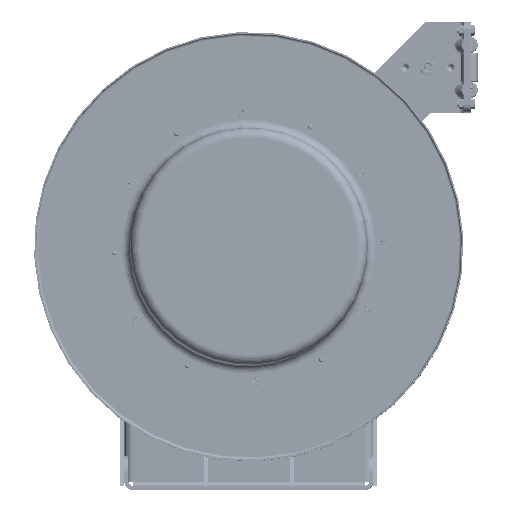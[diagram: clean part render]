
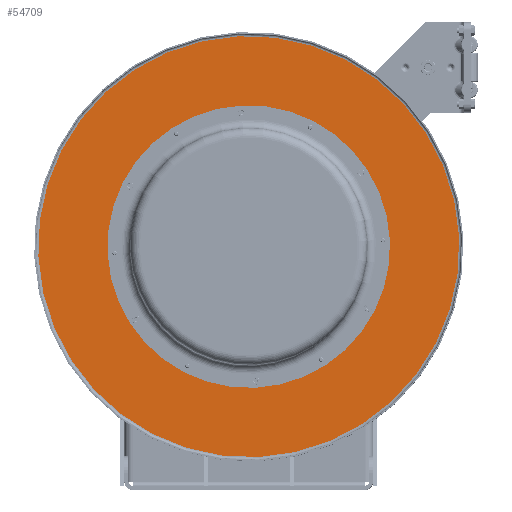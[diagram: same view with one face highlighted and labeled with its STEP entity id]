
A CAD part, top view. The second image highlights one B-rep face of the part: STEP entity #54709.
In plain terms, the highlighted planar face has unit normal (0, 0, 1).
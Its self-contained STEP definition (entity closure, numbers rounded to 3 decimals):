
#3552=PLANE('',#59924);
#9729=FACE_BOUND('',#16350,.T.);
#9730=FACE_BOUND('',#16351,.T.);
#9731=FACE_BOUND('',#16352,.T.);
#9732=FACE_BOUND('',#16353,.T.);
#9733=FACE_BOUND('',#16354,.T.);
#9734=FACE_BOUND('',#16355,.T.);
#9735=FACE_BOUND('',#16356,.T.);
#12280=FACE_OUTER_BOUND('',#16349,.T.);
#16349=EDGE_LOOP('',(#41435));
#16350=EDGE_LOOP('',(#41436));
#16351=EDGE_LOOP('',(#41437));
#16352=EDGE_LOOP('',(#41438));
#16353=EDGE_LOOP('',(#41439));
#16354=EDGE_LOOP('',(#41440));
#16355=EDGE_LOOP('',(#41441));
#16356=EDGE_LOOP('',(#41442));
#20501=CIRCLE('',#59893,0.099);
#20503=CIRCLE('',#59896,0.099);
#20505=CIRCLE('',#59899,0.099);
#20507=CIRCLE('',#59902,0.099);
#20509=CIRCLE('',#59905,0.099);
#20511=CIRCLE('',#59908,0.099);
#20512=CIRCLE('',#59910,5.625);
#20515=CIRCLE('',#59914,9.315);
#24467=VERTEX_POINT('',#95811);
#24469=VERTEX_POINT('',#95816);
#24471=VERTEX_POINT('',#95821);
#24473=VERTEX_POINT('',#95826);
#24475=VERTEX_POINT('',#95831);
#24477=VERTEX_POINT('',#95836);
#24478=VERTEX_POINT('',#95839);
#24481=VERTEX_POINT('',#95846);
#30574=EDGE_CURVE('',#24467,#24467,#20501,.T.);
#30576=EDGE_CURVE('',#24469,#24469,#20503,.T.);
#30578=EDGE_CURVE('',#24471,#24471,#20505,.T.);
#30580=EDGE_CURVE('',#24473,#24473,#20507,.T.);
#30582=EDGE_CURVE('',#24475,#24475,#20509,.T.);
#30584=EDGE_CURVE('',#24477,#24477,#20511,.T.);
#30585=EDGE_CURVE('',#24478,#24478,#20512,.T.);
#30588=EDGE_CURVE('',#24481,#24481,#20515,.T.);
#41435=ORIENTED_EDGE('',*,*,#30588,.F.);
#41436=ORIENTED_EDGE('',*,*,#30574,.T.);
#41437=ORIENTED_EDGE('',*,*,#30576,.T.);
#41438=ORIENTED_EDGE('',*,*,#30578,.T.);
#41439=ORIENTED_EDGE('',*,*,#30580,.T.);
#41440=ORIENTED_EDGE('',*,*,#30582,.T.);
#41441=ORIENTED_EDGE('',*,*,#30584,.T.);
#41442=ORIENTED_EDGE('',*,*,#30585,.T.);
#54709=ADVANCED_FACE('',(#12280,#9729,#9730,#9731,#9732,#9733,#9734,#9735),
#3552,.T.);
#59893=AXIS2_PLACEMENT_3D('',#95812,#71126,#71127);
#59896=AXIS2_PLACEMENT_3D('',#95817,#71132,#71133);
#59899=AXIS2_PLACEMENT_3D('',#95822,#71138,#71139);
#59902=AXIS2_PLACEMENT_3D('',#95827,#71144,#71145);
#59905=AXIS2_PLACEMENT_3D('',#95832,#71150,#71151);
#59908=AXIS2_PLACEMENT_3D('',#95837,#71156,#71157);
#59910=AXIS2_PLACEMENT_3D('',#95840,#71160,#71161);
#59914=AXIS2_PLACEMENT_3D('',#95847,#71168,#71169);
#59924=AXIS2_PLACEMENT_3D('',#95861,#71188,#71189);
#71126=DIRECTION('center_axis',(0.,0.,
-1.));
#71127=DIRECTION('ref_axis',(-0.889,0.458,0.));
#71132=DIRECTION('center_axis',(0.,0.,
-1.));
#71133=DIRECTION('ref_axis',(-0.841,-0.541,0.));
#71138=DIRECTION('center_axis',(0.,0.,
-1.));
#71139=DIRECTION('ref_axis',(0.048,-0.999,0.));
#71144=DIRECTION('center_axis',(0.,0.,
-1.));
#71145=DIRECTION('ref_axis',(0.889,-0.458,0.));
#71150=DIRECTION('center_axis',(0.,0.,
-1.));
#71151=DIRECTION('ref_axis',(0.841,0.541,0.));
#71156=DIRECTION('center_axis',(0.,0.,
-1.));
#71157=DIRECTION('ref_axis',(-0.048,0.999,0.));
#71160=DIRECTION('center_axis',(0.,0.,
-1.));
#71161=DIRECTION('ref_axis',(-0.048,0.999,0.));
#71168=DIRECTION('center_axis',(0.,0.,
-1.));
#71169=DIRECTION('ref_axis',(-0.999,-0.048,0.));
#71188=DIRECTION('center_axis',(0.,0.,
1.));
#71189=DIRECTION('ref_axis',(-0.048,0.999,0.));
#95811=CARTESIAN_POINT('',(-8.307,5.517,8.017));
#95812=CARTESIAN_POINT('Origin',(-8.219,5.472,8.017));
#95816=CARTESIAN_POINT('',(-2.372,5.703,8.017));
#95817=CARTESIAN_POINT('Origin',(-2.289,5.756,8.017));
#95821=CARTESIAN_POINT('',(0.435,10.936,8.017));
#95822=CARTESIAN_POINT('Origin',(0.431,11.034,8.017));
#95826=CARTESIAN_POINT('',(-2.693,15.983,8.017));
#95827=CARTESIAN_POINT('Origin',(-2.781,16.028,8.017));
#95831=CARTESIAN_POINT('',(-8.628,15.797,8.017));
#95832=CARTESIAN_POINT('Origin',(-8.711,15.744,8.017));
#95836=CARTESIAN_POINT('',(-11.435,10.564,8.017));
#95837=CARTESIAN_POINT('Origin',(-11.431,10.466,8.017));
#95839=CARTESIAN_POINT('',(-5.231,5.131,8.017));
#95840=CARTESIAN_POINT('Origin',(-5.5,10.75,8.017));
#95846=CARTESIAN_POINT('',(-14.804,10.305,8.017));
#95847=CARTESIAN_POINT('Origin',(-5.5,10.75,8.017));
#95861=CARTESIAN_POINT('Origin',(-10.152,10.527,8.017));
